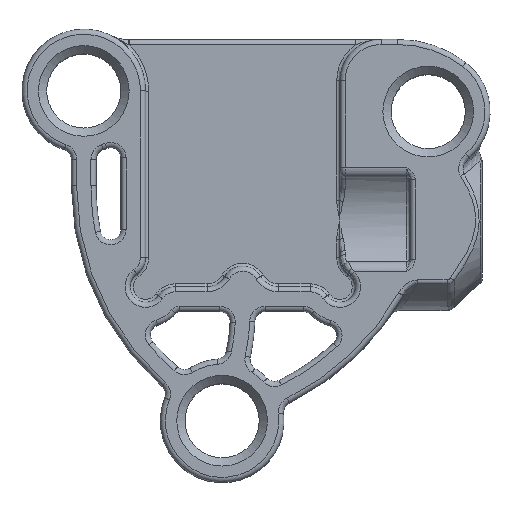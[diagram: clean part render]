
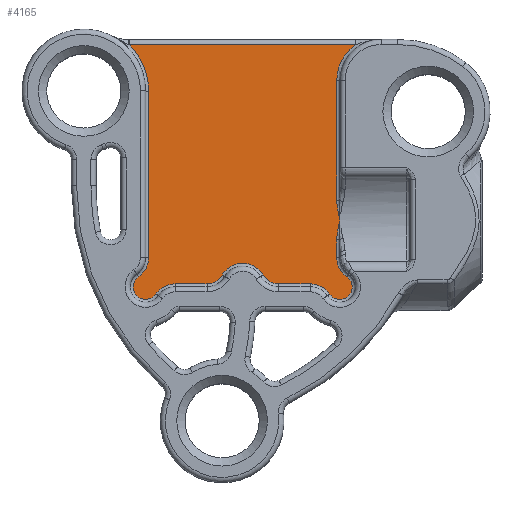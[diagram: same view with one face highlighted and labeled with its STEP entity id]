
A CAD part, top view. The second image highlights one B-rep face of the part: STEP entity #4165.
In plain terms, the highlighted planar face has unit normal (0, 0, 1).
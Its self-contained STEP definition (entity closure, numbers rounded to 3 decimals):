
#229=B_SPLINE_CURVE_WITH_KNOTS('',3,(#7894,#7895,#7896,#7897,#7898,#7899),
 .UNSPECIFIED.,.F.,.F.,(4,2,4),(-0.097,0.,0.001),
 .UNSPECIFIED.);
#230=B_SPLINE_CURVE_WITH_KNOTS('',3,(#7901,#7902,#7903,#7904,#7905,#7906),
 .UNSPECIFIED.,.F.,.F.,(4,2,4),(-0.29,-0.289,-0.192),
 .UNSPECIFIED.);
#276=PLANE('',#4719);
#524=FACE_OUTER_BOUND('',#825,.T.);
#825=EDGE_LOOP('',(#3394,#3395,#3396,#3397,#3398,#3399,#3400,#3401,#3402,
#3403,#3404,#3405,#3406,#3407,#3408,#3409,#3410,#3411,#3412));
#1055=LINE('',#7779,#1205);
#1059=LINE('',#7868,#1209);
#1060=LINE('',#7876,#1210);
#1061=LINE('',#7884,#1211);
#1062=LINE('',#7892,#1212);
#1063=LINE('',#7908,#1213);
#1205=VECTOR('',#5856,10.);
#1209=VECTOR('',#5876,10.);
#1210=VECTOR('',#5883,10.);
#1211=VECTOR('',#5890,10.);
#1212=VECTOR('',#5897,10.);
#1213=VECTOR('',#5898,10.);
#1539=CIRCLE('',#4718,3.15);
#1540=CIRCLE('',#4720,1.15);
#1541=CIRCLE('',#4721,0.6);
#1542=CIRCLE('',#4722,1.15);
#1543=CIRCLE('',#4723,0.85);
#1544=CIRCLE('',#4724,1.15);
#1545=CIRCLE('',#4725,0.85);
#1546=CIRCLE('',#4726,1.15);
#1547=CIRCLE('',#4727,0.6);
#1548=CIRCLE('',#4728,1.15);
#1549=CIRCLE('',#4729,2.15);
#1941=VERTEX_POINT('',#7775);
#1943=VERTEX_POINT('',#7778);
#1949=VERTEX_POINT('',#7863);
#1950=VERTEX_POINT('',#7867);
#1951=VERTEX_POINT('',#7869);
#1952=VERTEX_POINT('',#7871);
#1953=VERTEX_POINT('',#7873);
#1954=VERTEX_POINT('',#7875);
#1955=VERTEX_POINT('',#7877);
#1956=VERTEX_POINT('',#7879);
#1957=VERTEX_POINT('',#7881);
#1958=VERTEX_POINT('',#7883);
#1959=VERTEX_POINT('',#7885);
#1960=VERTEX_POINT('',#7887);
#1961=VERTEX_POINT('',#7889);
#1962=VERTEX_POINT('',#7891);
#1963=VERTEX_POINT('',#7893);
#1964=VERTEX_POINT('',#7900);
#1965=VERTEX_POINT('',#7907);
#2443=EDGE_CURVE('',#1943,#1941,#1055,.T.);
#2455=EDGE_CURVE('',#1941,#1949,#1539,.T.);
#2456=EDGE_CURVE('',#1949,#1950,#1059,.T.);
#2457=EDGE_CURVE('',#1950,#1951,#1540,.T.);
#2458=EDGE_CURVE('',#1951,#1952,#1541,.T.);
#2459=EDGE_CURVE('',#1952,#1953,#1542,.T.);
#2460=EDGE_CURVE('',#1953,#1954,#1060,.T.);
#2461=EDGE_CURVE('',#1954,#1955,#1543,.T.);
#2462=EDGE_CURVE('',#1955,#1956,#1544,.T.);
#2463=EDGE_CURVE('',#1956,#1957,#1545,.T.);
#2464=EDGE_CURVE('',#1957,#1958,#1061,.T.);
#2465=EDGE_CURVE('',#1958,#1959,#1546,.T.);
#2466=EDGE_CURVE('',#1959,#1960,#1547,.T.);
#2467=EDGE_CURVE('',#1960,#1961,#1548,.T.);
#2468=EDGE_CURVE('',#1961,#1962,#1062,.T.);
#2469=EDGE_CURVE('',#1962,#1963,#229,.T.);
#2470=EDGE_CURVE('',#1963,#1964,#230,.T.);
#2471=EDGE_CURVE('',#1964,#1965,#1063,.T.);
#2472=EDGE_CURVE('',#1965,#1943,#1549,.T.);
#3394=ORIENTED_EDGE('',*,*,#2443,.T.);
#3395=ORIENTED_EDGE('',*,*,#2455,.T.);
#3396=ORIENTED_EDGE('',*,*,#2456,.T.);
#3397=ORIENTED_EDGE('',*,*,#2457,.T.);
#3398=ORIENTED_EDGE('',*,*,#2458,.T.);
#3399=ORIENTED_EDGE('',*,*,#2459,.T.);
#3400=ORIENTED_EDGE('',*,*,#2460,.T.);
#3401=ORIENTED_EDGE('',*,*,#2461,.T.);
#3402=ORIENTED_EDGE('',*,*,#2462,.T.);
#3403=ORIENTED_EDGE('',*,*,#2463,.T.);
#3404=ORIENTED_EDGE('',*,*,#2464,.T.);
#3405=ORIENTED_EDGE('',*,*,#2465,.T.);
#3406=ORIENTED_EDGE('',*,*,#2466,.T.);
#3407=ORIENTED_EDGE('',*,*,#2467,.T.);
#3408=ORIENTED_EDGE('',*,*,#2468,.T.);
#3409=ORIENTED_EDGE('',*,*,#2469,.T.);
#3410=ORIENTED_EDGE('',*,*,#2470,.T.);
#3411=ORIENTED_EDGE('',*,*,#2471,.T.);
#3412=ORIENTED_EDGE('',*,*,#2472,.T.);
#4165=ADVANCED_FACE('',(#524),#276,.F.);
#4718=AXIS2_PLACEMENT_3D('',#7865,#5872,#5873);
#4719=AXIS2_PLACEMENT_3D('',#7866,#5874,#5875);
#4720=AXIS2_PLACEMENT_3D('',#7870,#5877,#5878);
#4721=AXIS2_PLACEMENT_3D('',#7872,#5879,#5880);
#4722=AXIS2_PLACEMENT_3D('',#7874,#5881,#5882);
#4723=AXIS2_PLACEMENT_3D('',#7878,#5884,#5885);
#4724=AXIS2_PLACEMENT_3D('',#7880,#5886,#5887);
#4725=AXIS2_PLACEMENT_3D('',#7882,#5888,#5889);
#4726=AXIS2_PLACEMENT_3D('',#7886,#5891,#5892);
#4727=AXIS2_PLACEMENT_3D('',#7888,#5893,#5894);
#4728=AXIS2_PLACEMENT_3D('',#7890,#5895,#5896);
#4729=AXIS2_PLACEMENT_3D('',#7909,#5899,#5900);
#5856=DIRECTION('',(-1.,0.,0.));
#5872=DIRECTION('center_axis',(0.,0.,-1.));
#5873=DIRECTION('ref_axis',(0.847,0.531,0.));
#5874=DIRECTION('center_axis',(0.,0.,-1.));
#5875=DIRECTION('ref_axis',(-1.,0.,0.));
#5876=DIRECTION('',(0.,-1.,0.));
#5877=DIRECTION('center_axis',(0.,0.,-1.));
#5878=DIRECTION('ref_axis',(0.886,-0.463,0.));
#5879=DIRECTION('center_axis',(0.,0.,1.));
#5880=DIRECTION('ref_axis',(-0.707,-0.707,0.));
#5881=DIRECTION('center_axis',(0.,0.,-1.));
#5882=DIRECTION('ref_axis',(-0.463,0.886,0.));
#5883=DIRECTION('',(1.,0.,0.));
#5884=DIRECTION('center_axis',(0.,0.,1.));
#5885=DIRECTION('ref_axis',(0.5,-0.866,0.));
#5886=DIRECTION('center_axis',(0.,0.,-1.));
#5887=DIRECTION('ref_axis',(0.,1.,0.));
#5888=DIRECTION('center_axis',(0.,0.,1.));
#5889=DIRECTION('ref_axis',(-0.5,-0.866,0.));
#5890=DIRECTION('',(1.,0.,0.));
#5891=DIRECTION('center_axis',(0.,0.,-1.));
#5892=DIRECTION('ref_axis',(0.463,0.886,0.));
#5893=DIRECTION('center_axis',(0.,0.,1.));
#5894=DIRECTION('ref_axis',(0.707,-0.707,0.));
#5895=DIRECTION('center_axis',(0.,0.,-1.));
#5896=DIRECTION('ref_axis',(-0.886,-0.463,0.));
#5897=DIRECTION('',(0.,1.,0.));
#5898=DIRECTION('',(0.,1.,0.));
#5899=DIRECTION('center_axis',(0.,0.,-1.));
#5900=DIRECTION('ref_axis',(-0.707,0.707,0.));
#7775=CARTESIAN_POINT('',(-19.733,18.25,0.));
#7778=CARTESIAN_POINT('',(-8.761,18.25,0.));
#7779=CARTESIAN_POINT('',(-11.688,18.25,0.));
#7863=CARTESIAN_POINT('',(-18.788,16.,0.));
#7865=CARTESIAN_POINT('Origin',(-21.938,16.,0.));
#7866=CARTESIAN_POINT('Origin',(-13.675,8.094,0.));
#7867=CARTESIAN_POINT('',(-18.788,7.936,0.));
#7868=CARTESIAN_POINT('',(-18.788,12.047,0.));
#7869=CARTESIAN_POINT('',(-19.28,6.992,0.));
#7870=CARTESIAN_POINT('Origin',(-19.938,7.936,0.));
#7871=CARTESIAN_POINT('',(-18.445,6.157,0.));
#7872=CARTESIAN_POINT('Origin',(-18.938,6.5,0.));
#7873=CARTESIAN_POINT('',(-17.501,6.65,0.));
#7874=CARTESIAN_POINT('Origin',(-17.501,5.5,0.));
#7875=CARTESIAN_POINT('',(-15.957,6.65,0.));
#7876=CARTESIAN_POINT('',(-15.963,6.65,0.));
#7877=CARTESIAN_POINT('',(-15.221,7.075,0.));
#7878=CARTESIAN_POINT('Origin',(-15.957,7.5,0.));
#7879=CARTESIAN_POINT('',(-13.229,7.075,0.));
#7880=CARTESIAN_POINT('Origin',(-14.225,6.5,0.));
#7881=CARTESIAN_POINT('',(-12.493,6.65,0.));
#7882=CARTESIAN_POINT('Origin',(-12.493,7.5,0.));
#7883=CARTESIAN_POINT('',(-10.949,6.65,0.));
#7884=CARTESIAN_POINT('',(-13.45,6.65,0.));
#7885=CARTESIAN_POINT('',(-10.005,6.157,0.));
#7886=CARTESIAN_POINT('Origin',(-10.949,5.5,0.));
#7887=CARTESIAN_POINT('',(-9.17,6.992,0.));
#7888=CARTESIAN_POINT('Origin',(-9.512,6.5,0.));
#7889=CARTESIAN_POINT('',(-9.662,7.936,0.));
#7890=CARTESIAN_POINT('Origin',(-8.512,7.936,0.));
#7891=CARTESIAN_POINT('',(-9.662,8.782,0.));
#7892=CARTESIAN_POINT('',(-9.662,7.672,0.));
#7893=CARTESIAN_POINT('',(-9.512,9.75,0.));
#7894=CARTESIAN_POINT('Ctrl Pts',(-9.662,8.782,0.));
#7895=CARTESIAN_POINT('Ctrl Pts',(-9.662,9.106,0.));
#7896=CARTESIAN_POINT('Ctrl Pts',(-9.583,9.426,0.));
#7897=CARTESIAN_POINT('Ctrl Pts',(-9.513,9.746,0.));
#7898=CARTESIAN_POINT('Ctrl Pts',(-9.513,9.748,0.));
#7899=CARTESIAN_POINT('Ctrl Pts',(-9.512,9.75,0.));
#7900=CARTESIAN_POINT('',(-9.662,10.718,0.));
#7901=CARTESIAN_POINT('Ctrl Pts',(-9.512,9.75,0.));
#7902=CARTESIAN_POINT('Ctrl Pts',(-9.513,9.753,0.));
#7903=CARTESIAN_POINT('Ctrl Pts',(-9.514,9.755,0.));
#7904=CARTESIAN_POINT('Ctrl Pts',(-9.584,10.074,0.));
#7905=CARTESIAN_POINT('Ctrl Pts',(-9.662,10.394,0.));
#7906=CARTESIAN_POINT('Ctrl Pts',(-9.662,10.718,0.));
#7907=CARTESIAN_POINT('',(-9.662,16.5,0.));
#7908=CARTESIAN_POINT('',(-9.662,7.672,0.));
#7909=CARTESIAN_POINT('Origin',(-7.512,16.5,0.));
